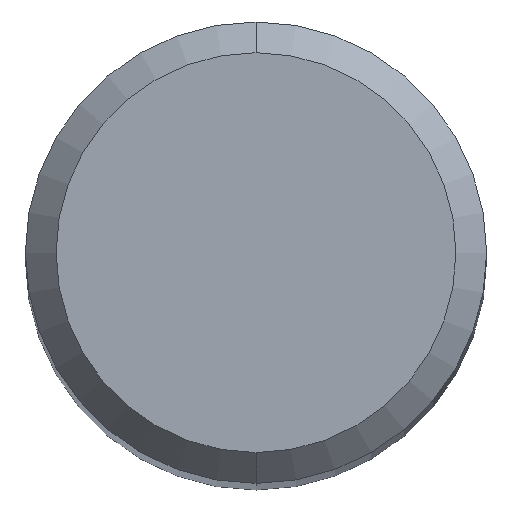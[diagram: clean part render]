
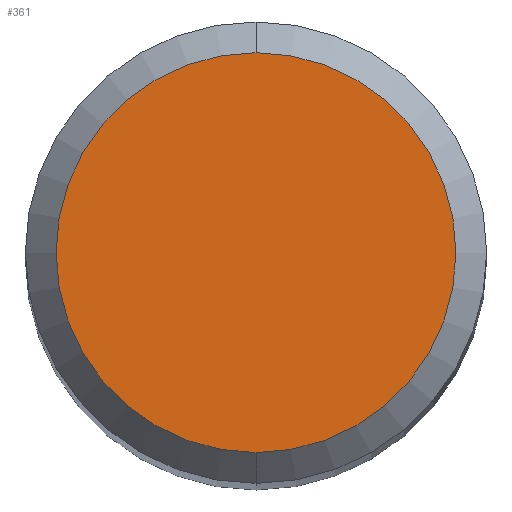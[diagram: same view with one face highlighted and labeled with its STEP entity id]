
A CAD part, top view. The second image highlights one B-rep face of the part: STEP entity #361.
In plain terms, the highlighted planar face has unit normal (0, 0, 1).
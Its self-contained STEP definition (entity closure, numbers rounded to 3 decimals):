
#255=EDGE_CURVE('',#273,#289,#569,.T.);
#273=VERTEX_POINT('',#589);
#289=VERTEX_POINT('',#606);
#309=EDGE_CURVE('',#289,#273,#628,.T.);
#361=ADVANCED_FACE('',(#685),#686,.T.);
#569=CIRCLE('',#983,2.6);
#589=CARTESIAN_POINT('',(0.,-2.6,0.0));
#606=CARTESIAN_POINT('',(0.0,2.6,0.0));
#628=CIRCLE('',#1060,2.6);
#685=FACE_OUTER_BOUND('',#1205,.T.);
#686=PLANE('',#1206);
#983=AXIS2_PLACEMENT_3D('',#1521,#1522,#1523);
#1060=AXIS2_PLACEMENT_3D('',#1593,#1594,#1595);
#1205=EDGE_LOOP('',(#1665,#1666));
#1206=AXIS2_PLACEMENT_3D('',#1667,#1668,#1669);
#1521=CARTESIAN_POINT('',(0.0,0.0,0.0));
#1522=DIRECTION('',(0.0,0.0,-1.0));
#1523=DIRECTION('',(0.0,1.0,0.0));
#1593=CARTESIAN_POINT('',(0.0,0.0,0.0));
#1594=DIRECTION('',(0.0,0.0,-1.0));
#1595=DIRECTION('',(0.0,1.0,0.0));
#1665=ORIENTED_EDGE('',*,*,#309,.F.);
#1666=ORIENTED_EDGE('',*,*,#255,.F.);
#1667=CARTESIAN_POINT('',(0.0,1.3,0.0));
#1668=DIRECTION('',(-0.0,0.0,1.0));
#1669=DIRECTION('',(0.0,-1.0,0.0));
